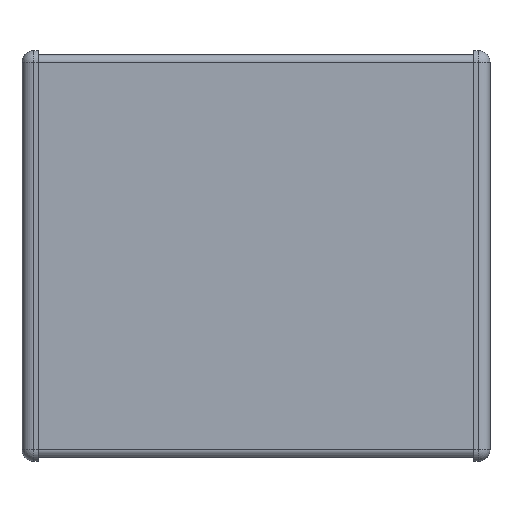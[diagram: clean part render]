
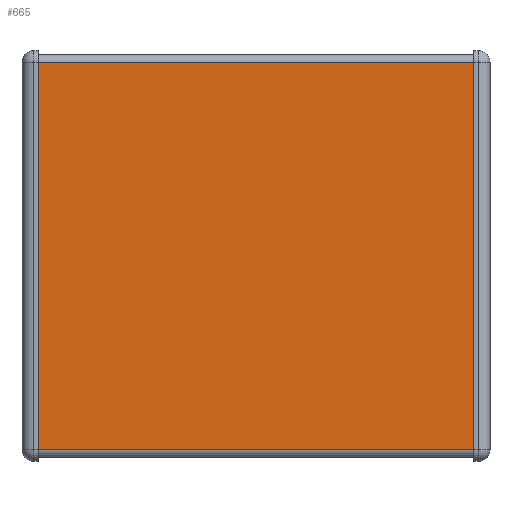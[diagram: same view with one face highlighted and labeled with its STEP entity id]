
A CAD part, front view. The second image highlights one B-rep face of the part: STEP entity #665.
In plain terms, the highlighted planar face has unit normal (0, -1, 0).
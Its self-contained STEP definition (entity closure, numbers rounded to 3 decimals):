
#13 = VECTOR ( 'NONE', #128, 1000. ) ;
#62 = CARTESIAN_POINT ( 'NONE',  ( 500000., 0.048, -2.358 ) ) ;
#101 = CARTESIAN_POINT ( 'NONE',  ( -2.65, 0.048, -2.357 ) ) ;
#120 = ORIENTED_EDGE ( 'NONE', *, *, #596, .F. ) ;
#123 = ORIENTED_EDGE ( 'NONE', *, *, #339, .T. ) ;
#128 = DIRECTION ( 'NONE',  ( 0., 0., -1. ) ) ;
#160 = CARTESIAN_POINT ( 'NONE',  ( 500000., 0.048, 2.357 ) ) ;
#205 = DIRECTION ( 'NONE',  ( -1., 0., 0. ) ) ;
#266 = DIRECTION ( 'NONE',  ( -1., 0., 0. ) ) ;
#309 = LINE ( 'NONE', #534, #13 ) ;
#321 = EDGE_LOOP ( 'NONE', ( #1201, #123, #1263, #120 ) ) ;
#339 = EDGE_CURVE ( 'NONE', #853, #706, #1085, .T. ) ;
#357 = PLANE ( 'NONE',  #1272 ) ;
#396 = VECTOR ( 'NONE', #429, 1000. ) ;
#405 = VERTEX_POINT ( 'NONE', #101 ) ;
#429 = DIRECTION ( 'NONE',  ( 0., 0., -1. ) ) ;
#525 = VECTOR ( 'NONE', #266, 1000. ) ;
#534 = CARTESIAN_POINT ( 'NONE',  ( 2.65, 0.048, 2.357 ) ) ;
#539 = EDGE_CURVE ( 'NONE', #706, #405, #1099, .T. ) ;
#556 = DIRECTION ( 'NONE',  ( 0., 0., 1. ) ) ;
#562 = DIRECTION ( 'NONE',  ( 0., 1., 0. ) ) ;
#584 = CARTESIAN_POINT ( 'NONE',  ( 2.65, 0.047, 2.357 ) ) ;
#596 = EDGE_CURVE ( 'NONE', #666, #405, #740, .T. ) ;
#665 = ADVANCED_FACE ( 'NONE', ( #1218 ), #357, .F. ) ;
#666 = VERTEX_POINT ( 'NONE', #1030 ) ;
#706 = VERTEX_POINT ( 'NONE', #779 ) ;
#740 = LINE ( 'NONE', #62, #525 ) ;
#779 = CARTESIAN_POINT ( 'NONE',  ( -2.65, 0.047, 2.357 ) ) ;
#853 = VERTEX_POINT ( 'NONE', #584 ) ;
#1030 = CARTESIAN_POINT ( 'NONE',  ( 2.65, 0.048, -2.357 ) ) ;
#1068 = EDGE_CURVE ( 'NONE', #853, #666, #309, .T. ) ;
#1085 = LINE ( 'NONE', #1088, #1194 ) ;
#1088 = CARTESIAN_POINT ( 'NONE',  ( 500000., 0.047, 2.357 ) ) ;
#1099 = LINE ( 'NONE', #1111, #396 ) ;
#1111 = CARTESIAN_POINT ( 'NONE',  ( -2.65, 0.048, 2.357 ) ) ;
#1194 = VECTOR ( 'NONE', #205, 1000. ) ;
#1201 = ORIENTED_EDGE ( 'NONE', *, *, #1068, .F. ) ;
#1218 = FACE_OUTER_BOUND ( 'NONE', #321, .T. ) ;
#1263 = ORIENTED_EDGE ( 'NONE', *, *, #539, .T. ) ;
#1272 = AXIS2_PLACEMENT_3D ( 'NONE', #160, #562, #556 ) ;
